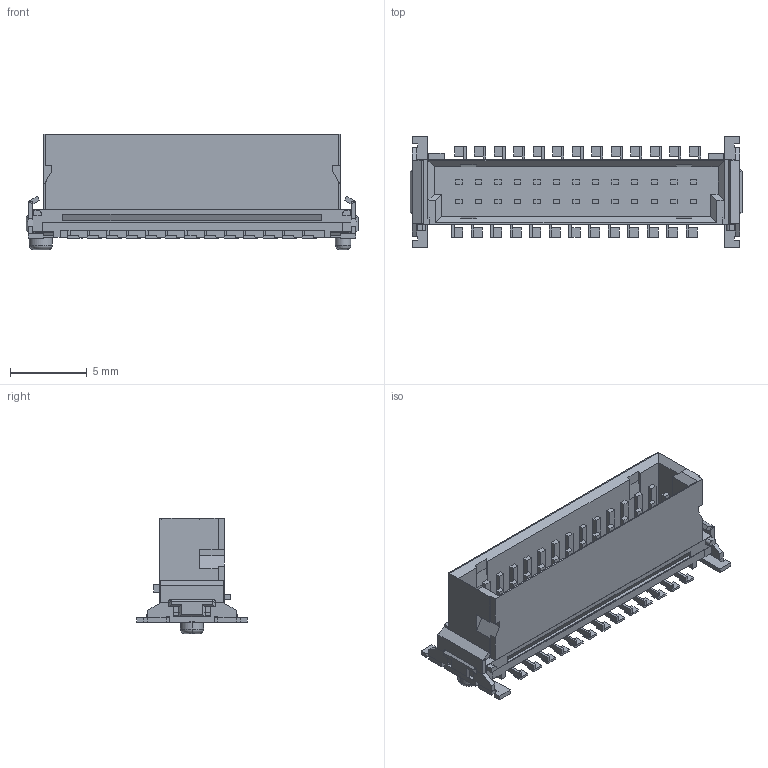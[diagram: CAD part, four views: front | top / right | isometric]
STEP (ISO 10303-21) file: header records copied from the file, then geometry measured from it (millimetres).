
FILE_DESCRIPTION((''),'2;1');
FILE_NAME('ERNI_154819.stp','2011-03-17T10:33:48',(''),(''),'Mechanical Desktop 2011','Mechanical Desktop 2011',', , ');
FILE_SCHEMA(('AUTOMOTIVE_DESIGN { 1 2 10303 214 1 1 1 1 }'));
Length unit declared in the file: millimetre
Products named in the file (1): Product
Bounding box: 21.57 x 7.2 x 7.5 mm (x, y, z)
Volume: 267.2 mm3; surface area: 1229.1 mm2
Topology: 110 solids, 110 shells, 830 faces, 1802 edges, 1190 vertices
Faces by surface type: plane 560, bspline 233, cylinder 27, torus 6, cone 4
Entity records: 22302 total; most frequent: CARTESIAN_POINT 4737, ORIENTED_EDGE 3594, DIRECTION 3076, EDGE_CURVE 1797, VECTOR 1716, LINE 1716, VERTEX_POINT 1188, EDGE_LOOP 833
